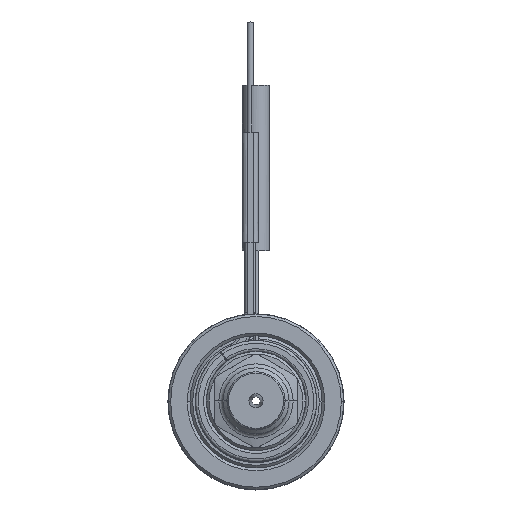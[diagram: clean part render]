
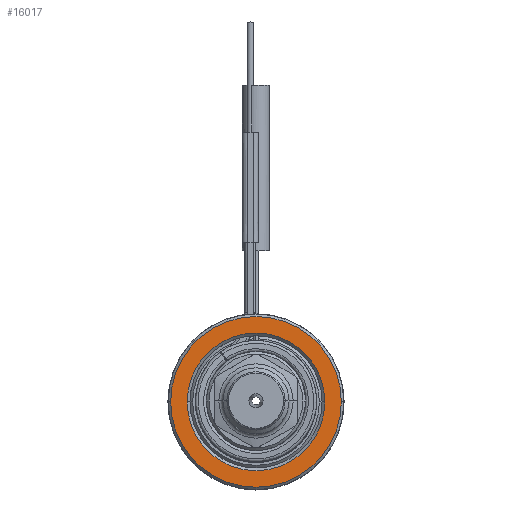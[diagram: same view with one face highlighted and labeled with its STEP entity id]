
A CAD part, top view. The second image highlights one B-rep face of the part: STEP entity #16017.
In plain terms, the highlighted planar face has unit normal (0, 0, 1).
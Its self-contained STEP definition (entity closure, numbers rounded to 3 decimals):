
#5602=CARTESIAN_POINT('',(0.,0.,25.));
#5603=DIRECTION('',(0.,0.,-1.));
#5604=DIRECTION('',(-1.,0.,0.));
#5605=AXIS2_PLACEMENT_3D('',#5602,#5603,#5604);
#5616=CARTESIAN_POINT('',(0.,0.,
25.));
#5617=DIRECTION('',(0.,0.,-1.));
#5618=DIRECTION('',(1.,0.,0.));
#5619=AXIS2_PLACEMENT_3D('',#5616,#5617,#5618);
#5630=CARTESIAN_POINT('',(0.,0.,25.));
#5631=DIRECTION('',(0.,0.,-1.));
#5632=DIRECTION('',(1.,0.,0.));
#5633=AXIS2_PLACEMENT_3D('',#5630,#5631,#5632);
#5644=CARTESIAN_POINT('',(0.,0.,25.));
#5645=DIRECTION('',(0.,0.,-1.));
#5646=DIRECTION('',(-1.,0.,0.));
#5647=AXIS2_PLACEMENT_3D('',#5644,#5645,#5646);
#7032=CARTESIAN_POINT('',(15.5,0.,25.));
#7033=CARTESIAN_POINT('',(-15.5,0.,25.));
#7034=VERTEX_POINT('',#7032);
#7035=VERTEX_POINT('',#7033);
#7036=CARTESIAN_POINT('',(12.5,0.,25.));
#7037=CARTESIAN_POINT('',(-12.5,0.,25.));
#7038=VERTEX_POINT('',#7036);
#7039=VERTEX_POINT('',#7037);
#16002=CARTESIAN_POINT('',(0.,0.,25.));
#16003=DIRECTION('',(0.,0.,1.));
#16004=DIRECTION('',(-1.,0.,0.));
#16005=AXIS2_PLACEMENT_3D('',#16002,#16003,#16004);
#16006=PLANE('',#16005);
#16007=ORIENTED_EDGE('',*,*,#15984,.T.);
#16008=ORIENTED_EDGE('',*,*,#15969,.T.);
#16009=EDGE_LOOP('',(#16007,#16008));
#16010=FACE_OUTER_BOUND('',#16009,.F.);
#16012=ORIENTED_EDGE('',*,*,#16011,.F.);
#16014=ORIENTED_EDGE('',*,*,#16013,.F.);
#16015=EDGE_LOOP('',(#16012,#16014));
#16016=FACE_BOUND('',#16015,.F.);
#5606=CIRCLE('',#5605,15.5);
#5620=CIRCLE('',#5619,15.5);
#5634=CIRCLE('',#5633,12.5);
#5648=CIRCLE('',#5647,12.5);
#15969=EDGE_CURVE('',#7035,#7034,#5606,.T.);
#15984=EDGE_CURVE('',#7034,#7035,#5620,.T.);
#16011=EDGE_CURVE('',#7038,#7039,#5634,.T.);
#16013=EDGE_CURVE('',#7039,#7038,#5648,.T.);
#16017=ADVANCED_FACE('',(#16010,#16016),#16006,.T.);
